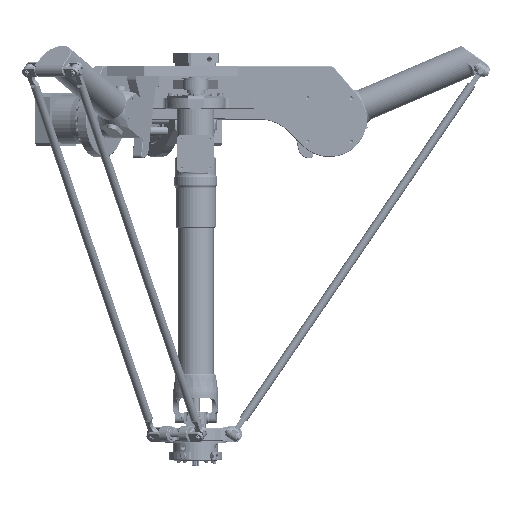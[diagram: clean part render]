
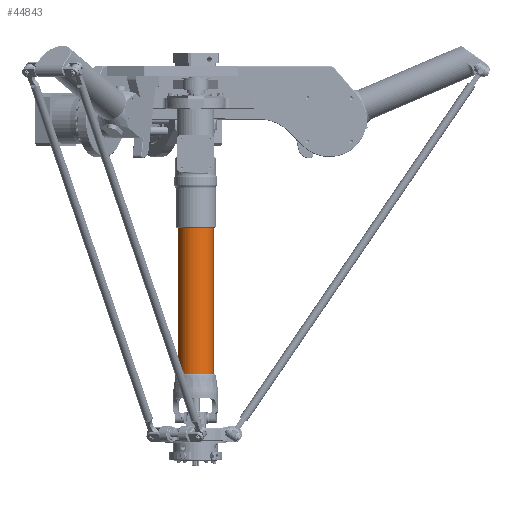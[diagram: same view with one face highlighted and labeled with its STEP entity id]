
A CAD part, front view. The second image highlights one B-rep face of the part: STEP entity #44843.
In plain terms, the highlighted cylindrical face has radius 33.5 mm (diameter 67 mm), a full revolution.
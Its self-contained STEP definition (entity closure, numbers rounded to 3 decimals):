
#1587=CYLINDRICAL_SURFACE('',#49313,33.5);
#2463=FACE_BOUND('',#10376,.T.);
#4068=CIRCLE('',#49219,33.5);
#4101=CIRCLE('',#49301,33.5);
#6924=FACE_OUTER_BOUND('',#10375,.T.);
#10375=EDGE_LOOP('',(#36891));
#10376=EDGE_LOOP('',(#36892));
#21108=VERTEX_POINT('',#81061);
#21179=VERTEX_POINT('',#81414);
#26496=EDGE_CURVE('',#21108,#21108,#4068,.T.);
#26601=EDGE_CURVE('',#21179,#21179,#4101,.T.);
#36891=ORIENTED_EDGE('',*,*,#26496,.F.);
#36892=ORIENTED_EDGE('',*,*,#26601,.T.);
#44843=ADVANCED_FACE('',(#6924,#2463),#1587,.T.);
#49219=AXIS2_PLACEMENT_3D('',#81062,#59782,#59783);
#49301=AXIS2_PLACEMENT_3D('',#81415,#59998,#59999);
#49313=AXIS2_PLACEMENT_3D('',#81431,#60022,#60023);
#59782=DIRECTION('center_axis',(0.,-1.,0.));
#59783=DIRECTION('ref_axis',(1.,0.,0.));
#59998=DIRECTION('center_axis',(0.,-1.,0.));
#59999=DIRECTION('ref_axis',(1.,0.,0.));
#60022=DIRECTION('center_axis',(0.,-1.,0.));
#60023=DIRECTION('ref_axis',(1.,0.,0.));
#81061=CARTESIAN_POINT('',(33.5,0.,0.));
#81062=CARTESIAN_POINT('Origin',(0.,0.,0.));
#81414=CARTESIAN_POINT('',(33.5,272.57,0.));
#81415=CARTESIAN_POINT('Origin',(0.,272.57,0.));
#81431=CARTESIAN_POINT('Origin',(0.,136.285,0.));
